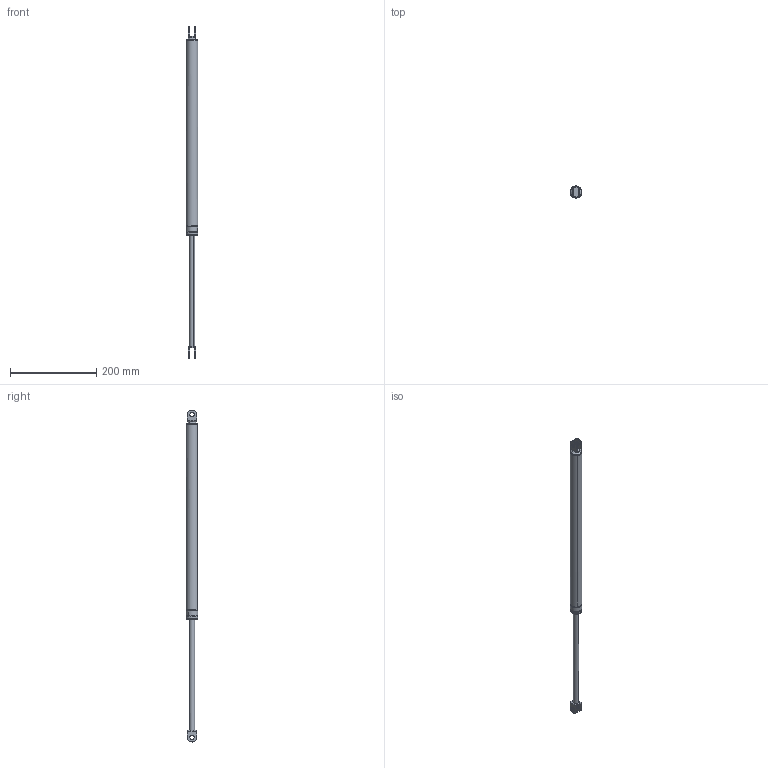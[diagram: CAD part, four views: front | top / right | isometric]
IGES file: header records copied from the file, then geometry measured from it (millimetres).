
Start section: ------------------------------------------------------------------------
Global section: file name: PC50.2748.TM_151_250_60_666.igs; native system: spGate; preprocessor: ver16.7.1; author: Unknown; organization: Unknown; date: 201015.165502; units: millimetre
Bounding box: 27.4 x 27.4 x 771.96 mm (x, y, z)
Volume: 308388.9 mm3; surface area: 56396.9 mm2
Topology: 2 solids, 2 shells, 63 faces, 192 edges, 134 vertices
Faces by surface type: bspline 63
